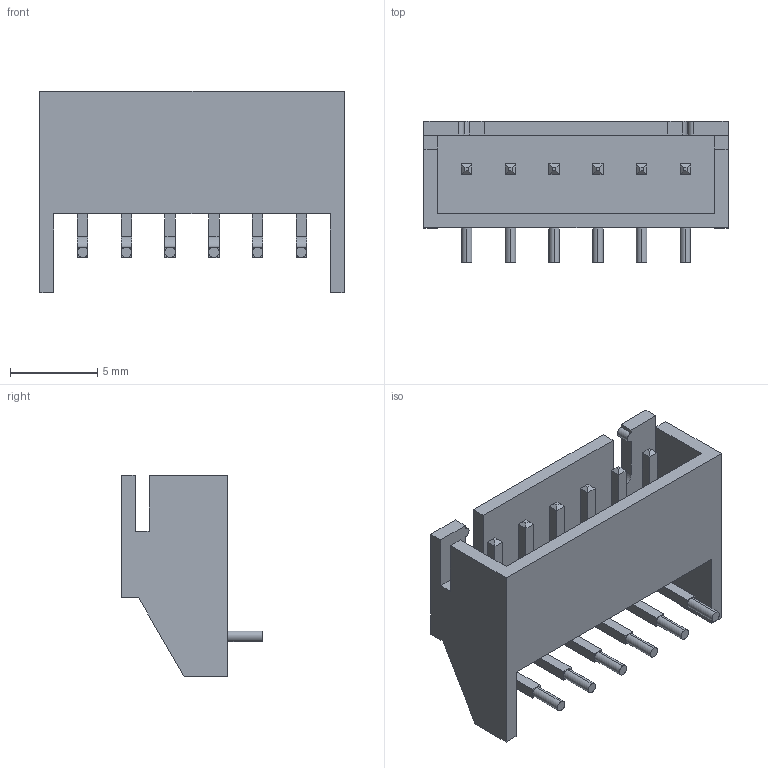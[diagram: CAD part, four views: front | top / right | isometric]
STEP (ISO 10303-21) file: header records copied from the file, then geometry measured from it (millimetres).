
FILE_DESCRIPTION (( 'STEP AP214' ), '1' );
FILE_NAME ('User Library-S XH-A.STEP', '2019-09-07T11:52:01', ( '' ), ( '' ), 'SwSTEP 2.0', 'SolidWorks 2019', '' );
FILE_SCHEMA (( 'AUTOMOTIVE_DESIGN' ));
Length unit declared in the file: millimetre
Products named in the file (1): User Library-S XH-A
Bounding box: 17.4 x 8.1 x 11.5 mm (x, y, z)
Volume: 344.5 mm3; surface area: 1045.4 mm2
Topology: 1 solids, 1 shells, 180 faces, 438 edges, 272 vertices
Faces by surface type: plane 152, cylinder 28
Entity records: 5657 total; most frequent: CARTESIAN_POINT 891, ORIENTED_EDGE 876, DIRECTION 868, EDGE_CURVE 438, VECTOR 370, LINE 370, VERTEX_POINT 272, AXIS2_PLACEMENT_3D 249
